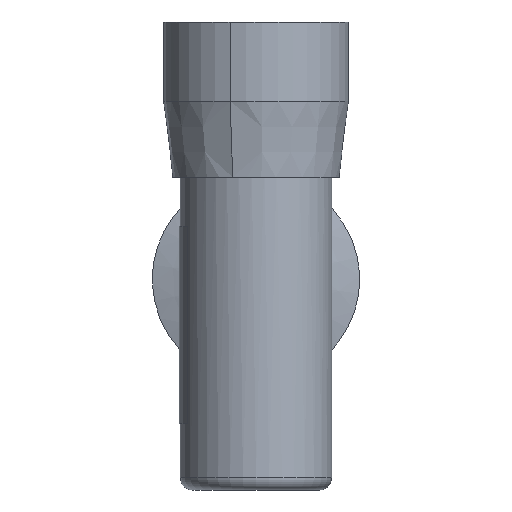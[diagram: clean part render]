
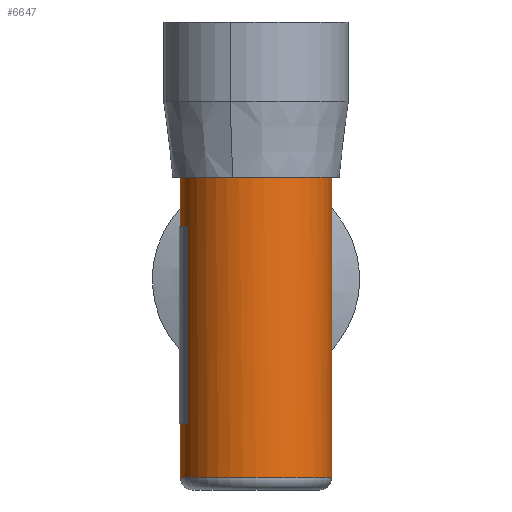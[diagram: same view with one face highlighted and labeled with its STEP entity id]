
A CAD part, left-side view. The second image highlights one B-rep face of the part: STEP entity #6647.
In plain terms, the highlighted cylindrical face has radius 14.541 mm (diameter 29.083 mm), a partial arc.
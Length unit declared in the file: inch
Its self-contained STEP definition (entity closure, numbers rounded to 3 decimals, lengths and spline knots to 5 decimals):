
#269 = ORIENTED_EDGE ( 'NONE', *, *, #1415, .T. ) ;
#326 = CARTESIAN_POINT ( 'NONE',  ( 0., -0.5725, 2.355 ) ) ;
#428 = ORIENTED_EDGE ( 'NONE', *, *, #1886, .F. ) ;
#474 = LINE ( 'NONE', #326, #1904 ) ;
#526 = CARTESIAN_POINT ( 'NONE',  ( 0., 0., 2.305 ) ) ;
#532 = ORIENTED_EDGE ( 'NONE', *, *, #5339, .F. ) ;
#1090 = DIRECTION ( 'NONE',  ( 0., -1., 0. ) ) ;
#1196 = VECTOR ( 'NONE', #3400, 39.37008 ) ;
#1415 = EDGE_CURVE ( 'NONE', #3890, #3037, #6238, .T. ) ;
#1537 = ORIENTED_EDGE ( 'NONE', *, *, #2347, .F. ) ;
#1686 = VERTEX_POINT ( 'NONE', #6685 ) ;
#1735 = DIRECTION ( 'NONE',  ( 0., 0., 1. ) ) ;
#1886 = EDGE_CURVE ( 'NONE', #5325, #3037, #474, .T. ) ;
#1904 = VECTOR ( 'NONE', #4169, 39.37008 ) ;
#2026 = CARTESIAN_POINT ( 'NONE',  ( 0., 0., 2.355 ) ) ;
#2205 = CARTESIAN_POINT ( 'NONE',  ( 0., 0.5725, -0.072 ) ) ;
#2274 = AXIS2_PLACEMENT_3D ( 'NONE', #526, #4388, #1090 ) ;
#2347 = EDGE_CURVE ( 'NONE', #6593, #1686, #5687, .T. ) ;
#2611 = DIRECTION ( 'NONE',  ( 0., -1., 0. ) ) ;
#2872 = CARTESIAN_POINT ( 'NONE',  ( 0., 0.5725, 2.355 ) ) ;
#3014 = DIRECTION ( 'NONE',  ( 0., 1., 0. ) ) ;
#3037 = VERTEX_POINT ( 'NONE', #4927 ) ;
#3137 = EDGE_CURVE ( 'NONE', #6593, #3890, #4132, .T. ) ;
#3400 = DIRECTION ( 'NONE',  ( 0., 0., -1. ) ) ;
#3534 = DIRECTION ( 'NONE',  ( 0., 0., -1. ) ) ;
#3580 = AXIS2_PLACEMENT_3D ( 'NONE', #2026, #5915, #2611 ) ;
#3768 = VECTOR ( 'NONE', #7061, 39.37008 ) ;
#3793 = CARTESIAN_POINT ( 'NONE',  ( -0.25, -0.51503, 2.305 ) ) ;
#3817 = CARTESIAN_POINT ( 'NONE',  ( 0., -0.5725, 2.305 ) ) ;
#3890 = VERTEX_POINT ( 'NONE', #2205 ) ;
#4132 = LINE ( 'NONE', #2872, #1196 ) ;
#4169 = DIRECTION ( 'NONE',  ( 0., 0., -1. ) ) ;
#4388 = DIRECTION ( 'NONE',  ( 0., 0., 1. ) ) ;
#4667 = ORIENTED_EDGE ( 'NONE', *, *, #3137, .T. ) ;
#4738 = EDGE_CURVE ( 'NONE', #4765, #1686, #5397, .T. ) ;
#4765 = VERTEX_POINT ( 'NONE', #3793 ) ;
#4790 = AXIS2_PLACEMENT_3D ( 'NONE', #5038, #1735, #5608 ) ;
#4798 = ORIENTED_EDGE ( 'NONE', *, *, #4738, .T. ) ;
#4824 = EDGE_LOOP ( 'NONE', ( #428, #532, #4798, #1537, #4667, #269 ) ) ;
#4927 = CARTESIAN_POINT ( 'NONE',  ( 0., -0.5725, -0.072 ) ) ;
#4999 = AXIS2_PLACEMENT_3D ( 'NONE', #5724, #3534, #3014 ) ;
#5038 = CARTESIAN_POINT ( 'NONE',  ( 0., 0., -0.072 ) ) ;
#5046 = CARTESIAN_POINT ( 'NONE',  ( 0., 0.5725, 2.355 ) ) ;
#5325 = VERTEX_POINT ( 'NONE', #3817 ) ;
#5339 = EDGE_CURVE ( 'NONE', #4765, #5325, #7032, .T. ) ;
#5397 = LINE ( 'NONE', #6511, #3768 ) ;
#5515 = FACE_OUTER_BOUND ( 'NONE', #4824, .T. ) ;
#5608 = DIRECTION ( 'NONE',  ( 0., -1., 0. ) ) ;
#5687 = CIRCLE ( 'NONE', #3580, 0.5725 ) ;
#5724 = CARTESIAN_POINT ( 'NONE',  ( 0., 0., 2.355 ) ) ;
#5915 = DIRECTION ( 'NONE',  ( 0., 0., 1. ) ) ;
#6238 = CIRCLE ( 'NONE', #4790, 0.5725 ) ;
#6278 = CYLINDRICAL_SURFACE ( 'NONE', #4999, 0.5725 ) ;
#6511 = CARTESIAN_POINT ( 'NONE',  ( -0.25, -0.51503, 2.305 ) ) ;
#6593 = VERTEX_POINT ( 'NONE', #5046 ) ;
#6647 = ADVANCED_FACE ( 'NONE', ( #5515 ), #6278, .T. ) ;
#6685 = CARTESIAN_POINT ( 'NONE',  ( -0.25, -0.51503, 2.355 ) ) ;
#7032 = CIRCLE ( 'NONE', #2274, 0.5725 ) ;
#7061 = DIRECTION ( 'NONE',  ( 0., 0., 1. ) ) ;
